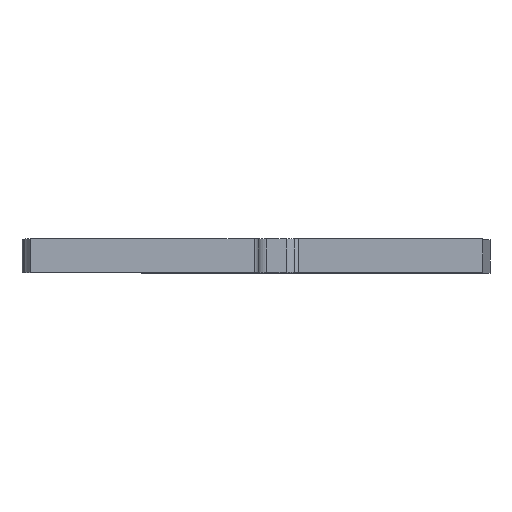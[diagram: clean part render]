
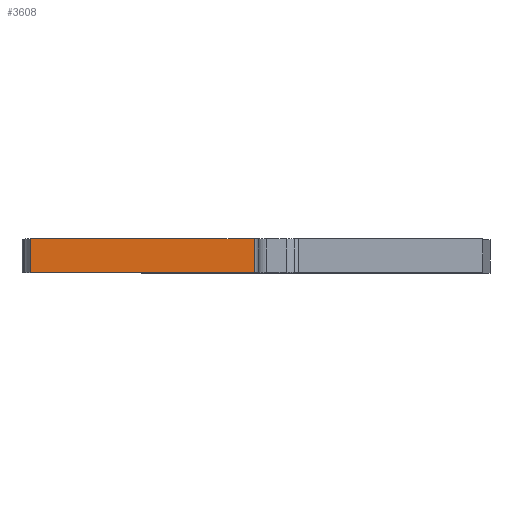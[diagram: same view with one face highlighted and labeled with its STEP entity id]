
A CAD part, top view. The second image highlights one B-rep face of the part: STEP entity #3608.
In plain terms, the highlighted planar face has unit normal (0, 0, 1).
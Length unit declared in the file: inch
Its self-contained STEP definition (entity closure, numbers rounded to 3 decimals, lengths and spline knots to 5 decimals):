
#135 = VECTOR ( 'NONE', #721, 39.37008 ) ;
#237 = PLANE ( 'NONE',  #958 ) ;
#342 = VERTEX_POINT ( 'NONE', #3556 ) ;
#402 = ORIENTED_EDGE ( 'NONE', *, *, #3615, .T. ) ;
#518 = LINE ( 'NONE', #533, #633 ) ;
#528 = FACE_OUTER_BOUND ( 'NONE', #3270, .T. ) ;
#533 = CARTESIAN_POINT ( 'NONE',  ( -2.75, -2.35332, 0.875 ) ) ;
#633 = VECTOR ( 'NONE', #3536, 39.37008 ) ;
#661 = CARTESIAN_POINT ( 'NONE',  ( -2.75, 0.375, 0.875 ) ) ;
#721 = DIRECTION ( 'NONE',  ( 1., 0., 0. ) ) ;
#839 = LINE ( 'NONE', #2246, #1963 ) ;
#958 = AXIS2_PLACEMENT_3D ( 'NONE', #2609, #3807, #1133 ) ;
#1133 = DIRECTION ( 'NONE',  ( 1., 0., 0. ) ) ;
#1157 = CARTESIAN_POINT ( 'NONE',  ( -2.75, 0., 0.875 ) ) ;
#1665 = CARTESIAN_POINT ( 'NONE',  ( -0.25, 0.375, 0.875 ) ) ;
#1891 = LINE ( 'NONE', #661, #135 ) ;
#1963 = VECTOR ( 'NONE', #3221, 39.37008 ) ;
#2014 = ORIENTED_EDGE ( 'NONE', *, *, #3166, .F. ) ;
#2191 = VECTOR ( 'NONE', #2863, 39.37008 ) ;
#2245 = ORIENTED_EDGE ( 'NONE', *, *, #3168, .F. ) ;
#2246 = CARTESIAN_POINT ( 'NONE',  ( -0.25, 0., 0.875 ) ) ;
#2290 = VERTEX_POINT ( 'NONE', #1665 ) ;
#2453 = ORIENTED_EDGE ( 'NONE', *, *, #3348, .F. ) ;
#2609 = CARTESIAN_POINT ( 'NONE',  ( -2.75, -2.35332, 0.875 ) ) ;
#2714 = CARTESIAN_POINT ( 'NONE',  ( -2.75, 0.375, 0.875 ) ) ;
#2863 = DIRECTION ( 'NONE',  ( -1., 0., 0. ) ) ;
#2922 = VERTEX_POINT ( 'NONE', #2714 ) ;
#3166 = EDGE_CURVE ( 'NONE', #3596, #342, #3208, .T. ) ;
#3168 = EDGE_CURVE ( 'NONE', #342, #2922, #518, .T. ) ;
#3208 = LINE ( 'NONE', #1157, #2191 ) ;
#3221 = DIRECTION ( 'NONE',  ( 0., 1., 0. ) ) ;
#3270 = EDGE_LOOP ( 'NONE', ( #402, #2453, #2245, #2014 ) ) ;
#3348 = EDGE_CURVE ( 'NONE', #2922, #2290, #1891, .T. ) ;
#3452 = CARTESIAN_POINT ( 'NONE',  ( -0.25, 0., 0.875 ) ) ;
#3536 = DIRECTION ( 'NONE',  ( 0., 1., 0. ) ) ;
#3556 = CARTESIAN_POINT ( 'NONE',  ( -2.75, 0., 0.875 ) ) ;
#3596 = VERTEX_POINT ( 'NONE', #3452 ) ;
#3608 = ADVANCED_FACE ( 'NONE', ( #528 ), #237, .T. ) ;
#3615 = EDGE_CURVE ( 'NONE', #3596, #2290, #839, .T. ) ;
#3807 = DIRECTION ( 'NONE',  ( 0., 0., 1. ) ) ;
